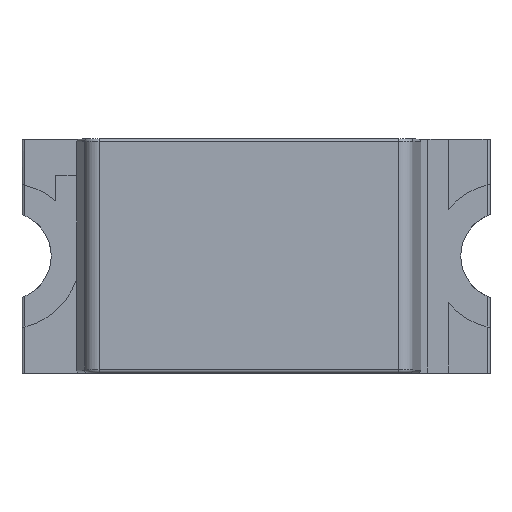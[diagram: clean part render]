
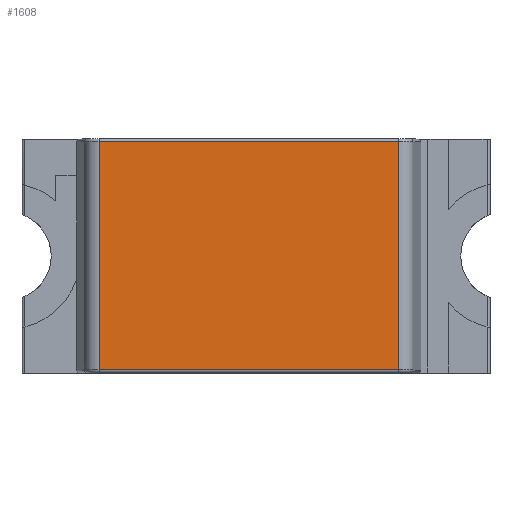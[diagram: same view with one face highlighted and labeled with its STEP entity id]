
A CAD part, top view. The second image highlights one B-rep face of the part: STEP entity #1608.
In plain terms, the highlighted planar face has unit normal (0, 0, 1).
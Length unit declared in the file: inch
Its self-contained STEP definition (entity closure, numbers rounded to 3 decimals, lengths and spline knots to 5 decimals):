
#4 = CARTESIAN_POINT ( 'NONE',  ( -0.02111, 0.01575, 0.01417 ) ) ;
#106 = EDGE_LOOP ( 'NONE', ( #4291, #1958, #4172, #2985 ) ) ;
#206 = FACE_OUTER_BOUND ( 'NONE', #106, .T. ) ;
#392 = DIRECTION ( 'NONE',  ( 0., 0., 1. ) ) ;
#404 = LINE ( 'NONE', #4346, #1465 ) ;
#588 = CARTESIAN_POINT ( 'NONE',  ( 0.01917, 0.01575, 0.01417 ) ) ;
#1212 = VERTEX_POINT ( 'NONE', #2071 ) ;
#1465 = VECTOR ( 'NONE', #4784, 39.37008 ) ;
#1608 = ADVANCED_FACE ( 'NONE', ( #206 ), #1778, .T. ) ;
#1778 = PLANE ( 'NONE',  #3691 ) ;
#1882 = CARTESIAN_POINT ( 'NONE',  ( -0.02111, 0.01535, 0.01417 ) ) ;
#1942 = LINE ( 'NONE', #588, #5311 ) ;
#1958 = ORIENTED_EDGE ( 'NONE', *, *, #2922, .F. ) ;
#2071 = CARTESIAN_POINT ( 'NONE',  ( -0.02111, -0.01535, 0.01417 ) ) ;
#2307 = VERTEX_POINT ( 'NONE', #4450 ) ;
#2359 = VECTOR ( 'NONE', #3106, 39.37008 ) ;
#2376 = DIRECTION ( 'NONE',  ( -1., 0., 0. ) ) ;
#2922 = EDGE_CURVE ( 'NONE', #2307, #1212, #3515, .T. ) ;
#2985 = ORIENTED_EDGE ( 'NONE', *, *, #3751, .F. ) ;
#3050 = CARTESIAN_POINT ( 'NONE',  ( -0.02282, 0.01575, 0.01417 ) ) ;
#3106 = DIRECTION ( 'NONE',  ( 0., 1., 0. ) ) ;
#3244 = DIRECTION ( 'NONE',  ( 0., -1., 0. ) ) ;
#3498 = DIRECTION ( 'NONE',  ( 1., 0., 0. ) ) ;
#3515 = LINE ( 'NONE', #4567, #4546 ) ;
#3560 = VERTEX_POINT ( 'NONE', #5304 ) ;
#3691 = AXIS2_PLACEMENT_3D ( 'NONE', #3050, #392, #3498 ) ;
#3751 = EDGE_CURVE ( 'NONE', #4698, #3560, #404, .T. ) ;
#3962 = EDGE_CURVE ( 'NONE', #3560, #2307, #1942, .T. ) ;
#4172 = ORIENTED_EDGE ( 'NONE', *, *, #3962, .F. ) ;
#4221 = EDGE_CURVE ( 'NONE', #1212, #4698, #5707, .T. ) ;
#4291 = ORIENTED_EDGE ( 'NONE', *, *, #4221, .F. ) ;
#4346 = CARTESIAN_POINT ( 'NONE',  ( -0.02282, 0.01535, 0.01417 ) ) ;
#4450 = CARTESIAN_POINT ( 'NONE',  ( 0.01917, -0.01535, 0.01417 ) ) ;
#4546 = VECTOR ( 'NONE', #2376, 39.37008 ) ;
#4567 = CARTESIAN_POINT ( 'NONE',  ( 0.02215, -0.01535, 0.01417 ) ) ;
#4698 = VERTEX_POINT ( 'NONE', #1882 ) ;
#4784 = DIRECTION ( 'NONE',  ( 1., 0., 0. ) ) ;
#5304 = CARTESIAN_POINT ( 'NONE',  ( 0.01917, 0.01535, 0.01417 ) ) ;
#5311 = VECTOR ( 'NONE', #3244, 39.37008 ) ;
#5707 = LINE ( 'NONE', #4, #2359 ) ;
